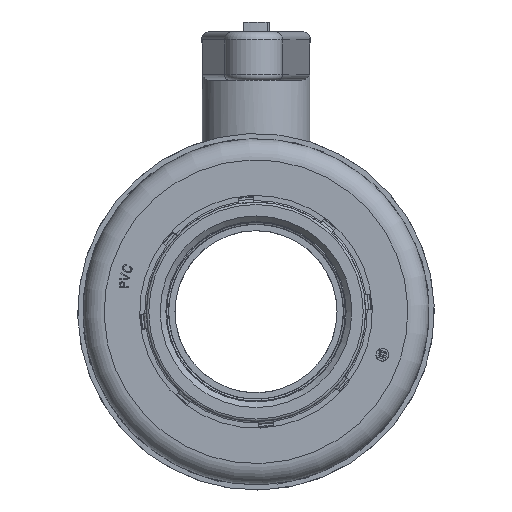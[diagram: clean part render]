
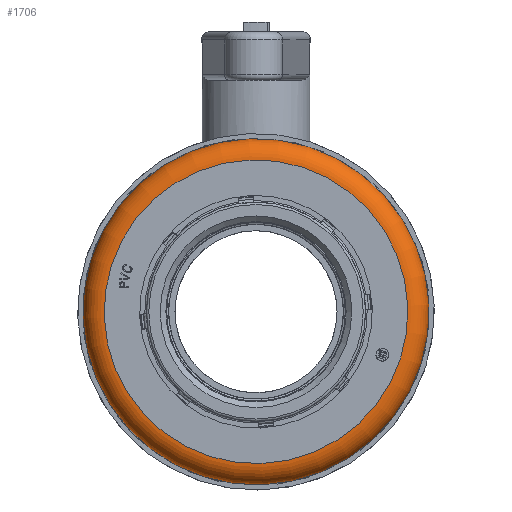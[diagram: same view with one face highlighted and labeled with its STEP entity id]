
A CAD part, left-side view. The second image highlights one B-rep face of the part: STEP entity #1706.
In plain terms, the highlighted toroidal (fillet/blend) face has major radius 93.678 mm and minor radius 13 mm.
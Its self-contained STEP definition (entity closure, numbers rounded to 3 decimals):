
#1706 = ADVANCED_FACE( '', ( #4234, #4235 ), #4236, .T. );
#4234 = FACE_OUTER_BOUND( '', #11790, .T. );
#4235 = FACE_OUTER_BOUND( '', #11791, .T. );
#4236 = TOROIDAL_SURFACE( '', #11792, 93.678, 13. );
#11790 = EDGE_LOOP( '', ( #25998 ) );
#11791 = EDGE_LOOP( '', ( #25999 ) );
#11792 = AXIS2_PLACEMENT_3D( '', #26000, #26001, #26002 );
#25998 = ORIENTED_EDGE( '', *, *, #35433, .T. );
#25999 = ORIENTED_EDGE( '', *, *, #35434, .F. );
#26000 = CARTESIAN_POINT( '', ( 0., 0., 61.878 ) );
#26001 = DIRECTION( '', ( 0., 0., -1. ) );
#26002 = DIRECTION( '', ( -1., 0., 0. ) );
#35433 = EDGE_CURVE( '', #40288, #40288, #40289, .T. );
#35434 = EDGE_CURVE( '', #40290, #40290, #40291, .T. );
#40288 = VERTEX_POINT( '', #56230 );
#40289 = CIRCLE( '', #56231, 93.678 );
#40290 = VERTEX_POINT( '', #56232 );
#40291 = CIRCLE( '', #56233, 106.678 );
#56230 = CARTESIAN_POINT( '', ( -93.678, 0., 74.878 ) );
#56231 = AXIS2_PLACEMENT_3D( '', #69928, #69929, #69930 );
#56232 = CARTESIAN_POINT( '', ( -106.678, 0., 61.878 ) );
#56233 = AXIS2_PLACEMENT_3D( '', #69931, #69932, #69933 );
#69928 = CARTESIAN_POINT( '', ( 0., 0., 74.878 ) );
#69929 = DIRECTION( '', ( 0., 0., -1. ) );
#69930 = DIRECTION( '', ( -1., 0., 0. ) );
#69931 = CARTESIAN_POINT( '', ( 0., 0., 61.878 ) );
#69932 = DIRECTION( '', ( 0., 0., -1. ) );
#69933 = DIRECTION( '', ( -1., 0., 0. ) );
